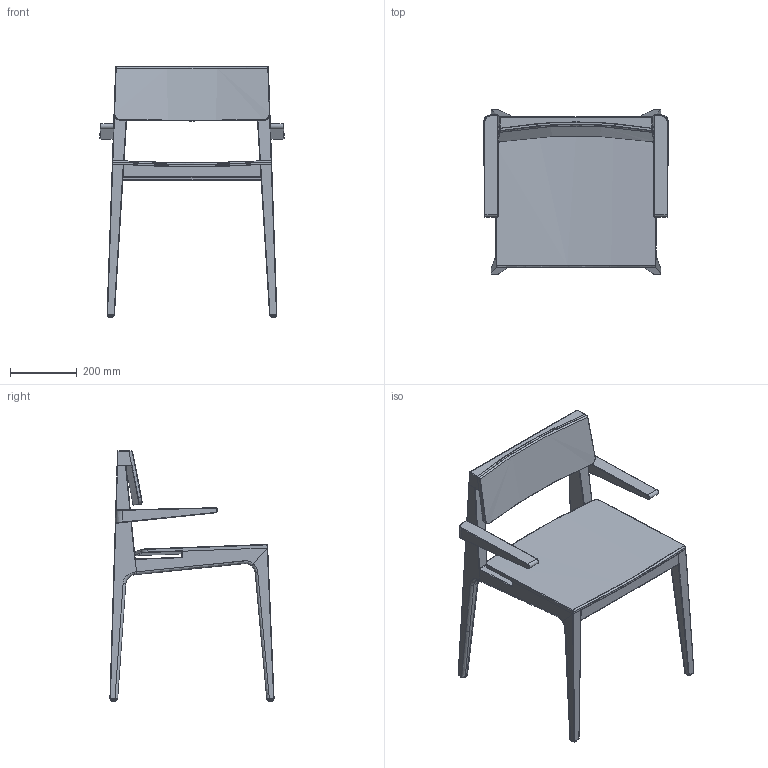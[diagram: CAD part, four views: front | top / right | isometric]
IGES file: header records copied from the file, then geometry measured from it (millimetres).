
Global section: file name: 75HSedia DERBY.igs; native system: Rhinoceros ( Sep  9 2018 ); preprocessor: Trout Lake IGES 012 Sep  9 2018; date: 221209.120735; units: millimetre
Bounding box: 552.79 x 492.48 x 750 mm (x, y, z)
Surface area: 1257721.2 mm2 (no closed solid volume)
Topology: 0 solids, 0 shells, 278 faces, 2620 edges, 2607 vertices
Faces by surface type: bspline 278
